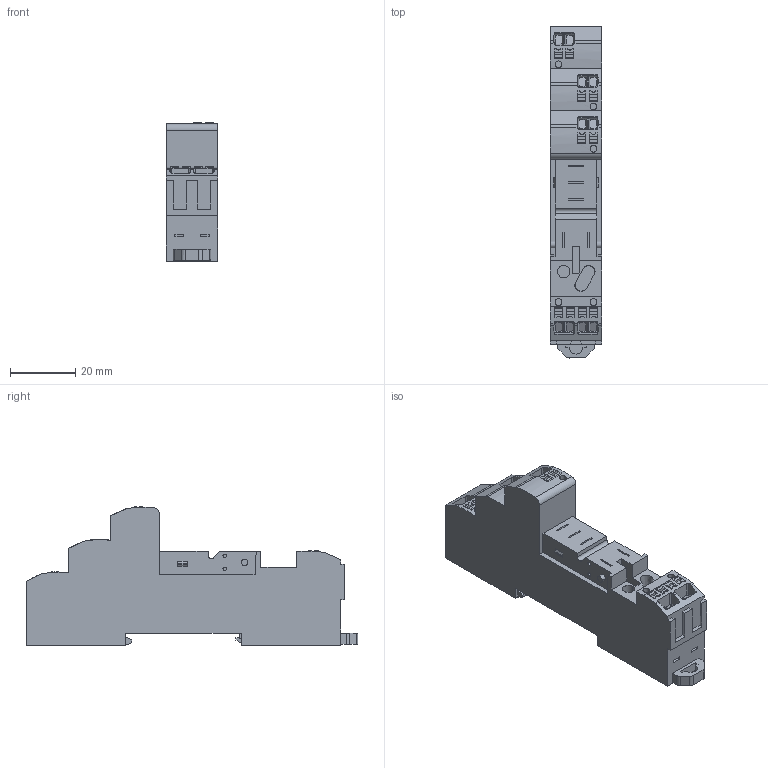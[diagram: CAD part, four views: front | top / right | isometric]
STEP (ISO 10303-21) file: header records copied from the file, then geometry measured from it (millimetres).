
FILE_DESCRIPTION(('CATIA V5R24 STEP','CAx-IF Rec.Pracs.--- Model Styling and Organization---1.2---2011-12-15'),'2;1');
FILE_NAME ('12352883_6', '2018-07-03T10:50:06+00:00', ('Weidmueller Interface'), ('Weidmueller'), 'CATIA Version 5-6 Release 2014 SP4', 'CATIA V5 STEP AP214', 'none');
FILE_SCHEMA(('AUTOMOTIVE_DESIGN { 1 0 10303 214 1 1 1 1 }'));
Length unit declared in the file: millimetre
Products named in the file (1): 7760056364
Bounding box: 15.85 x 102.05 x 42.68 mm (x, y, z)
Volume: 41619.3 mm3; surface area: 15224.7 mm2
Topology: 12 solids, 12 shells, 715 faces, 2174 edges, 1516 vertices
Faces by surface type: plane 576, cylinder 117, extrusion 22
Entity records: 26435 total; most frequent: CARTESIAN_POINT 6952, ORIENTED_EDGE 4348, DIRECTION 3113, EDGE_CURVE 2174, VECTOR 1673, LINE 1651, VERTEX_POINT 1516, AXIS2_PLACEMENT_3D 826
